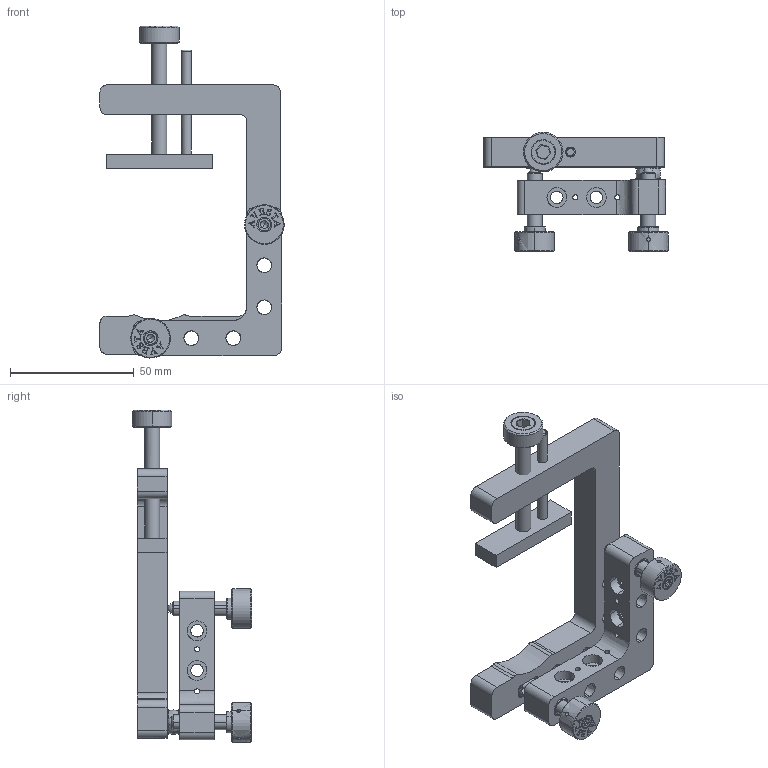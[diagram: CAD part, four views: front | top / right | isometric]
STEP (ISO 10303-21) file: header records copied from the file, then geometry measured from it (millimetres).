
FILE_DESCRIPTION(/* description */ (''),/* implementation_level */ '2;1');
FILE_NAME(/* name */ '01_MMR-VL',/* time_stamp */ '2024-08-13T09:41:39+03:00',/* author */ (''),/* organization */ (''),/* preprocessor_version */ 'ST-DEVELOPER v15',/* originating_system */ '',/* authorisation */ '');
FILE_SCHEMA (('AUTOMOTIVE_DESIGN'));
Length unit declared in the file: millimetre
Products named in the file (1): Document
Bounding box: 74.5 x 48.2 x 134.33 mm (x, y, z)
Volume: 62703.7 mm3; surface area: 32528.2 mm2
Topology: 18 solids, 18 shells, 722 faces, 2016 edges, 1337 vertices
Faces by surface type: bspline 399, plane 323
Entity records: 25895 total; most frequent: CARTESIAN_POINT 13906, ORIENTED_EDGE 3988, EDGE_CURVE 1994, VERTEX_POINT 1337, B_SPLINE_CURVE_WITH_KNOTS 1127, EDGE_LOOP 827, ADVANCED_FACE 722, FACE_OUTER_BOUND 722
